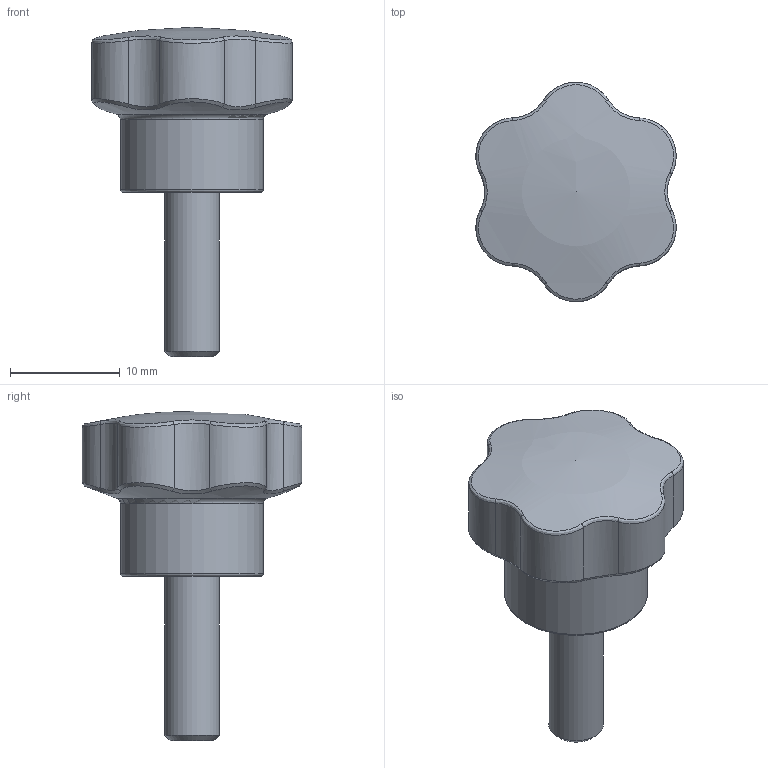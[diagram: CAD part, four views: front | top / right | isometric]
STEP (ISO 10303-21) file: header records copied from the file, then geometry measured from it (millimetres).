
FILE_DESCRIPTION( ( 'Unknown' ), '1' );
FILE_NAME( '6158010_VPX20_M05x15.stp', 'Unknown', ( 'Unknown' ), ( 'Unknown' ), 'PSStep 14.0', 'Unknown', ' ' );
FILE_SCHEMA( ( 'AUTOMOTIVE_DESIGN { 1 0 10303 214 1 1 1 1 }' ) );
Length unit declared in the file: millimetre
Products named in the file (1): 6158010
Bounding box: 18.26 x 20 x 29.99 mm (x, y, z)
Volume: 3167.6 mm3; surface area: 1424.7 mm2
Topology: 1 solids, 1 shells, 47 faces, 104 edges, 60 vertices
Faces by surface type: bspline 25, cylinder 15, plane 3, torus 2, sphere 1, cone 1
Full cylindrical faces by diameter (mm): 5 x1, 7 x1, 13 x1
Entity records: 4729 total; most frequent: CARTESIAN_POINT 3555, ORIENTED_EDGE 186, DIRECTION 100, EDGE_CURVE 93, B_SPLINE_CURVE_WITH_KNOTS 60, VERTEX_POINT 57, EDGE_LOOP 56, FACE_OUTER_BOUND 53
